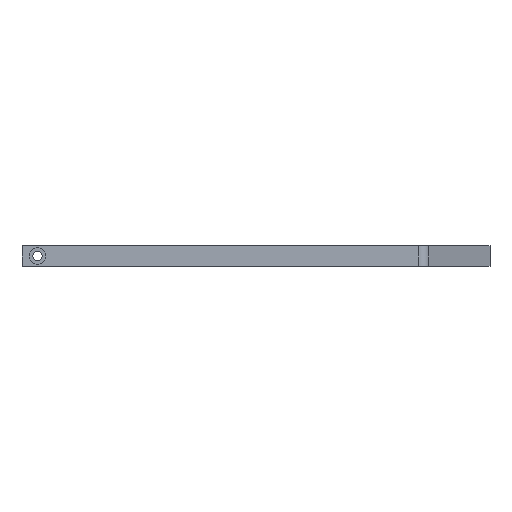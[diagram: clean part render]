
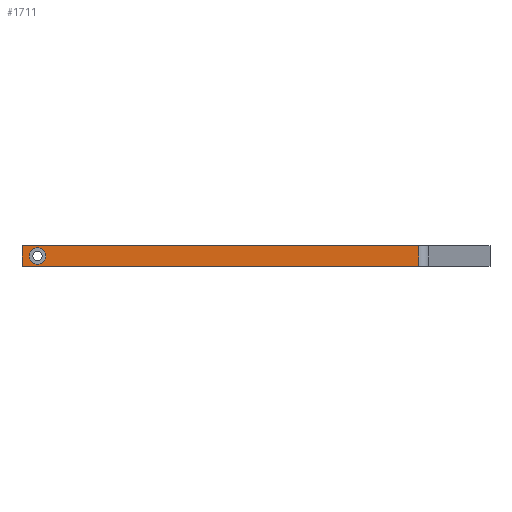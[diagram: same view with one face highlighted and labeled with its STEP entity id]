
A CAD part, left-side view. The second image highlights one B-rep face of the part: STEP entity #1711.
In plain terms, the highlighted face is planar.
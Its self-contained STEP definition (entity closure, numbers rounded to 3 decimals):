
#46 = CIRCLE ( 'NONE', #371, 3.25 ) ;
#72 = EDGE_CURVE ( 'NONE', #1173, #855, #1674, .T. ) ;
#196 = FACE_BOUND ( 'NONE', #1723, .T. ) ;
#198 = CIRCLE ( 'NONE', #525, 3.25 ) ;
#211 = ORIENTED_EDGE ( 'NONE', *, *, #287, .F. ) ;
#253 = VERTEX_POINT ( 'NONE', #1677 ) ;
#285 = CARTESIAN_POINT ( 'NONE',  ( -57.291, 152.47, 4. ) ) ;
#287 = EDGE_CURVE ( 'NONE', #497, #749, #334, .T. ) ;
#307 = EDGE_CURVE ( 'NONE', #497, #1173, #623, .T. ) ;
#315 = LINE ( 'NONE', #592, #1315 ) ;
#318 = DIRECTION ( 'NONE',  ( 0., 1., 0. ) ) ;
#330 = EDGE_CURVE ( 'NONE', #749, #855, #315, .T. ) ;
#334 = LINE ( 'NONE', #722, #990 ) ;
#363 = ORIENTED_EDGE ( 'NONE', *, *, #1538, .F. ) ;
#364 = DIRECTION ( 'NONE',  ( 0., 0., -1. ) ) ;
#371 = AXIS2_PLACEMENT_3D ( 'NONE', #285, #1521, #397 ) ;
#387 = CARTESIAN_POINT ( 'NONE',  ( -57.291, 4.957, 0. ) ) ;
#397 = DIRECTION ( 'NONE',  ( 0., 0., -1. ) ) ;
#497 = VERTEX_POINT ( 'NONE', #1612 ) ;
#519 = CARTESIAN_POINT ( 'NONE',  ( -57.291, 2.495, 0. ) ) ;
#525 = AXIS2_PLACEMENT_3D ( 'NONE', #618, #1195, #364 ) ;
#526 = DIRECTION ( 'NONE',  ( 0., 1., 0. ) ) ;
#592 = CARTESIAN_POINT ( 'NONE',  ( -57.291, 158.47, 8. ) ) ;
#618 = CARTESIAN_POINT ( 'NONE',  ( -57.291, 152.47, 4. ) ) ;
#623 = LINE ( 'NONE', #741, #1759 ) ;
#722 = CARTESIAN_POINT ( 'NONE',  ( -57.291, 2.495, 8. ) ) ;
#739 = VERTEX_POINT ( 'NONE', #1089 ) ;
#741 = CARTESIAN_POINT ( 'NONE',  ( -57.291, 4.957, 8. ) ) ;
#749 = VERTEX_POINT ( 'NONE', #1243 ) ;
#759 = ORIENTED_EDGE ( 'NONE', *, *, #307, .T. ) ;
#794 = CARTESIAN_POINT ( 'NONE',  ( -57.291, 2.495, 8. ) ) ;
#855 = VERTEX_POINT ( 'NONE', #1535 ) ;
#990 = VECTOR ( 'NONE', #318, 1000. ) ;
#993 = DIRECTION ( 'NONE',  ( 0., 0., -1. ) ) ;
#1012 = VECTOR ( 'NONE', #526, 1000. ) ;
#1089 = CARTESIAN_POINT ( 'NONE',  ( -57.291, 152.47, 0.75 ) ) ;
#1125 = ORIENTED_EDGE ( 'NONE', *, *, #1818, .F. ) ;
#1173 = VERTEX_POINT ( 'NONE', #387 ) ;
#1177 = FACE_OUTER_BOUND ( 'NONE', #1605, .T. ) ;
#1195 = DIRECTION ( 'NONE',  ( 1., 0., 0. ) ) ;
#1243 = CARTESIAN_POINT ( 'NONE',  ( -57.291, 158.47, 8. ) ) ;
#1259 = ORIENTED_EDGE ( 'NONE', *, *, #72, .T. ) ;
#1315 = VECTOR ( 'NONE', #993, 1000. ) ;
#1348 = AXIS2_PLACEMENT_3D ( 'NONE', #794, #1620, #1497 ) ;
#1413 = DIRECTION ( 'NONE',  ( 0., 0., -1. ) ) ;
#1497 = DIRECTION ( 'NONE',  ( 0., 0., 1. ) ) ;
#1521 = DIRECTION ( 'NONE',  ( 1., 0., 0. ) ) ;
#1535 = CARTESIAN_POINT ( 'NONE',  ( -57.291, 158.47, 0. ) ) ;
#1538 = EDGE_CURVE ( 'NONE', #739, #253, #198, .T. ) ;
#1583 = ORIENTED_EDGE ( 'NONE', *, *, #330, .F. ) ;
#1605 = EDGE_LOOP ( 'NONE', ( #1583, #211, #759, #1259 ) ) ;
#1612 = CARTESIAN_POINT ( 'NONE',  ( -57.291, 4.957, 8. ) ) ;
#1620 = DIRECTION ( 'NONE',  ( -1., 0., 0. ) ) ;
#1633 = PLANE ( 'NONE',  #1348 ) ;
#1674 = LINE ( 'NONE', #519, #1012 ) ;
#1677 = CARTESIAN_POINT ( 'NONE',  ( -57.291, 152.47, 7.25 ) ) ;
#1711 = ADVANCED_FACE ( 'NONE', ( #196, #1177 ), #1633, .F. ) ;
#1723 = EDGE_LOOP ( 'NONE', ( #363, #1125 ) ) ;
#1759 = VECTOR ( 'NONE', #1413, 1000. ) ;
#1818 = EDGE_CURVE ( 'NONE', #253, #739, #46, .T. ) ;
